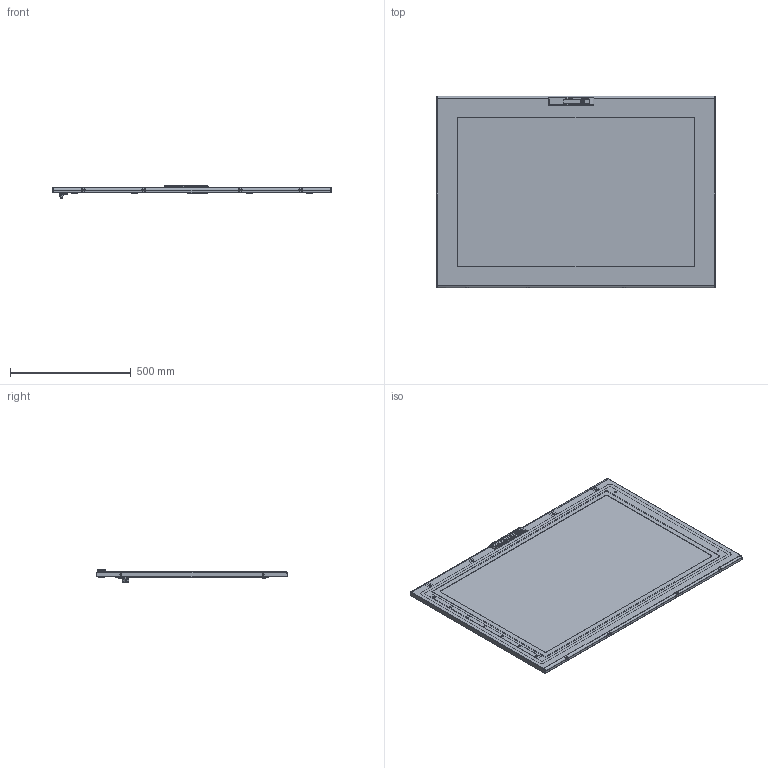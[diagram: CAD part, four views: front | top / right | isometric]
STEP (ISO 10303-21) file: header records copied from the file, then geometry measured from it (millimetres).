
FILE_DESCRIPTION (( 'STEP AP203' ), '1' );
FILE_NAME ('1200x800.step', '2011-12-15T07:27:56', ( 'User' ), ( 'DKC' ), 'SwSTEP 2.0', 'SolidWorks 2011', '' );
FILE_SCHEMA (( 'CONFIG_CONTROL_DESIGN' ));
Products named in the file (32): 1200x800; sealant for sviluppo porta quadro_1200x800; hermetic for transparente door_1200x800; Montante verticale + Traversa orizzontale interno porta_Traversa orizzontale 800; Vetro porta quadro_R5CPTE1280; Sostegno autoallineante per porta AC00C446; Çåðêàëüíî îòðàçèòüterminator for door.SLDPRT3; Çåðêàëüíî îòðàçèòüterminator for door.SLDPRT2; Çåðêàëüíî îòðàçèòüboccola AC00C378; Çåðêàëüíî îòðàçèòüribattino AC00C377; terminator for door.SLDPRT; boccola AC00C378; ribattino AC00C377; AC00C254_Default; Hex Flange Bolt M6x10_ISO 4162 - M6 x 12 x 12-S; Wood screw 4.2x13_R5A07; Nut M6_Hexagon Nut ISO - 4034 - M6 - S; AC00C184 dado telaio interno porta_Default; land; hinge AC00C170_Default; distanziale di gomma per RAM BLOCK_AC00C390; linguetta_AC00C387; ASTINA Inferiore_1200; ASTINA Superiore_1200; RAMBLOCK montata modificated_Default; Ingranaggio per cariglione modificated_AC00C388; inserto chiave per maniglia RAM BLOCK_AC00C389; Sealing ring; basetta esterna_AC00C506; maniglia RAM BLOCK modificated_AC00C505; AC00C400 Quadro IP55 Guida aste_Default; Sviluppo porta transparente quadro_1200X800
Assembly tree (59 placements, depth 3):
  1200x800
    AC00C254_Default  x4
    Nut M6_Hexagon Nut ISO - 4034 - M6 - S  x4
    Vetro porta quadro_R5CPTE1280
    AC00C400 Quadro IP55 Guida aste_Default  x4
    Hex Flange Bolt M6x10_ISO 4162 - M6 x 12 x 12-S
    Wood screw 4.2x13_R5A07  x5
    ASTINA Inferiore_1200
    distanziale di gomma per RAM BLOCK_AC00C390  x2
    Sviluppo porta transparente quadro_1200X800
    land  x8
    Sostegno autoallineante per porta AC00C446
    AC00C184 dado telaio interno porta_Default  x2
    Montante verticale + Traversa orizzontale interno porta_Traversa orizzontale 800
    hinge AC00C170_Default  x4
    linguetta_AC00C387
    Çåðêàëüíî îòðàçèòüterminator for door.SLDPRT3
      Çåðêàëüíî îòðàçèòüribattino AC00C377
      Çåðêàëüíî îòðàçèòüboccola AC00C378
    Çåðêàëüíî îòðàçèòüterminator for door.SLDPRT2
      Çåðêàëüíî îòðàçèòüribattino AC00C377
      Çåðêàëüíî îòðàçèòüboccola AC00C378
    terminator for door.SLDPRT  x2
      ribattino AC00C377
      boccola AC00C378
    RAMBLOCK montata modificated_Default
      inserto chiave per maniglia RAM BLOCK_AC00C389
      Sealing ring
      maniglia RAM BLOCK modificated_AC00C505
      basetta esterna_AC00C506
      Ingranaggio per cariglione modificated_AC00C388
    hermetic for transparente door_1200x800
    sealant for sviluppo porta quadro_1200x800
    ASTINA Superiore_1200
Bounding box: 1155 x 794 x 52.66 mm (x, y, z)
Volume: 4128767.1 mm3; surface area: 2613752.9 mm2
Topology: 64 solids, 64 shells, 5185 faces, 14228 edges, 9206 vertices
Faces by surface type: bspline 2303, cylinder 1370, plane 1001, cone 461, torus 40, sphere 10
Entity records: 130714 total; most frequent: CARTESIAN_POINT 87158, ORIENTED_EDGE 8930, DIRECTION 7354, EDGE_CURVE 4465, VERTEX_POINT 2852, AXIS2_PLACEMENT_3D 2637, VECTOR 2080, LINE 2080
